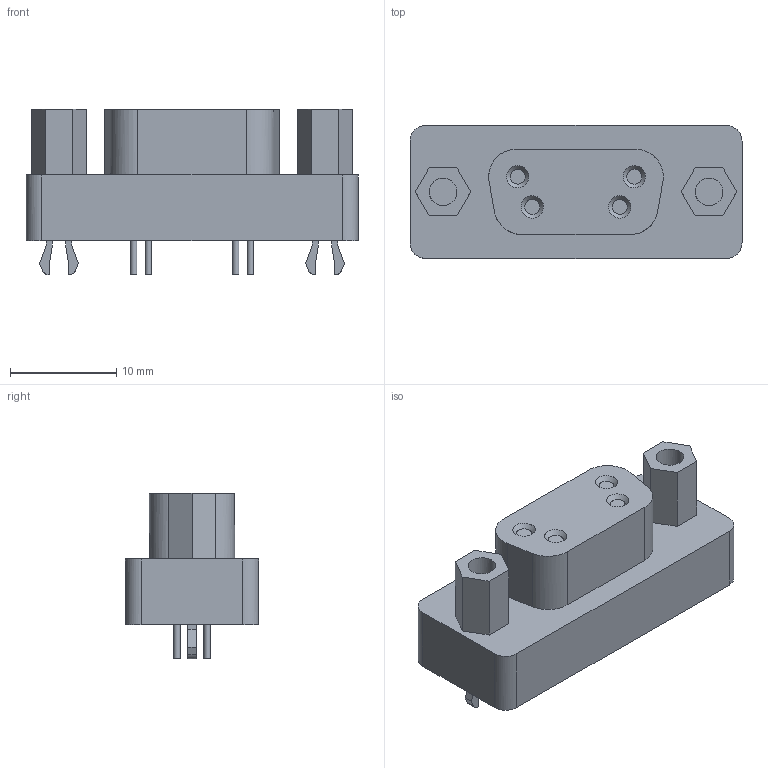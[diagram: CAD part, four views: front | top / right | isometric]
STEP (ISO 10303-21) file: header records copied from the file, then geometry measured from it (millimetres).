
FILE_DESCRIPTION((''),'2;1');
FILE_NAME( '0966_Dsub_S_female_straight_9_pins_board_lock_female_screw_lock.s','2005-08-12T17:34:36',('User'),('SDRC'),'I-DEAS Master Series 9','UNIX','Yes');
FILE_SCHEMA(('AUTOMOTIVE_DESIGN { 1 0 10303 214 1 1 1 1 }'));
Length unit declared in the file: millimetre
Products named in the file (1): 09 66 151 x513
Bounding box: 31.2 x 12.5 x 15.6 mm (x, y, z)
Volume: 3334.2 mm3; surface area: 1893.8 mm2
Topology: 1 solids, 1 shells, 85 faces, 198 edges, 132 vertices
Faces by surface type: bspline 85
Entity records: 2526 total; most frequent: CARTESIAN_POINT 1117, ORIENTED_EDGE 396, EDGE_CURVE 198, VERTEX_POINT 132, OVER_RIDING_STYLED_ITEM 119, EDGE_LOOP 102, FACE_OUTER_BOUND 85, ADVANCED_FACE 85
